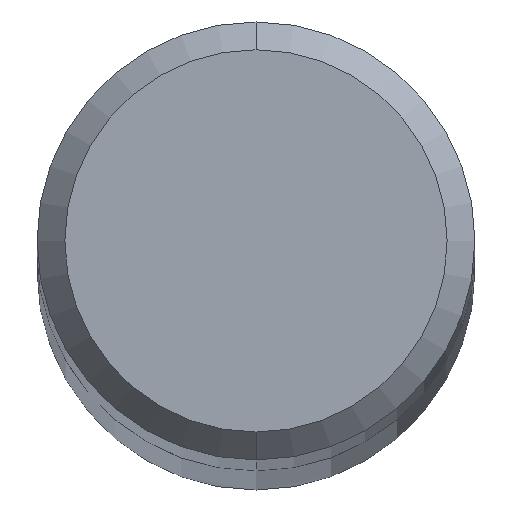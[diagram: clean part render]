
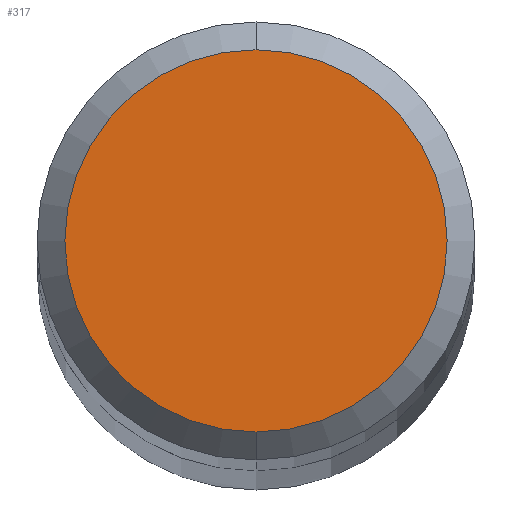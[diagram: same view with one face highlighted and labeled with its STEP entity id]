
A CAD part, top view. The second image highlights one B-rep face of the part: STEP entity #317.
In plain terms, the highlighted planar face has unit normal (0, 0, 1).
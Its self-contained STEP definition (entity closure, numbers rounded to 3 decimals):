
#207=VERTEX_POINT('',#471);
#209=EDGE_CURVE('',#207,#325,#473,.T.);
#237=EDGE_CURVE('',#325,#207,#503,.T.);
#317=ADVANCED_FACE('',(#595),#596,.T.);
#325=VERTEX_POINT('',#604);
#471=CARTESIAN_POINT('',(0.,-2.75,88.0));
#473=CIRCLE('',#802,2.75);
#503=CIRCLE('',#876,2.75);
#595=FACE_OUTER_BOUND('',#1117,.T.);
#596=PLANE('',#1118);
#604=CARTESIAN_POINT('',(0.0,2.75,88.0));
#802=AXIS2_PLACEMENT_3D('',#1330,#1331,#1332);
#876=AXIS2_PLACEMENT_3D('',#1364,#1365,#1366);
#1117=EDGE_LOOP('',(#1497,#1498));
#1118=AXIS2_PLACEMENT_3D('',#1499,#1500,#1501);
#1330=CARTESIAN_POINT('',(0.0,0.0,88.0));
#1331=DIRECTION('',(0.0,0.0,-1.0));
#1332=DIRECTION('',(0.0,1.0,0.0));
#1364=CARTESIAN_POINT('',(0.0,0.0,88.0));
#1365=DIRECTION('',(0.0,0.0,-1.0));
#1366=DIRECTION('',(0.0,1.0,0.0));
#1497=ORIENTED_EDGE('',*,*,#237,.F.);
#1498=ORIENTED_EDGE('',*,*,#209,.F.);
#1499=CARTESIAN_POINT('',(0.0,1.375,88.0));
#1500=DIRECTION('',(0.0,0.0,1.0));
#1501=DIRECTION('',(0.0,-1.0,0.0));
